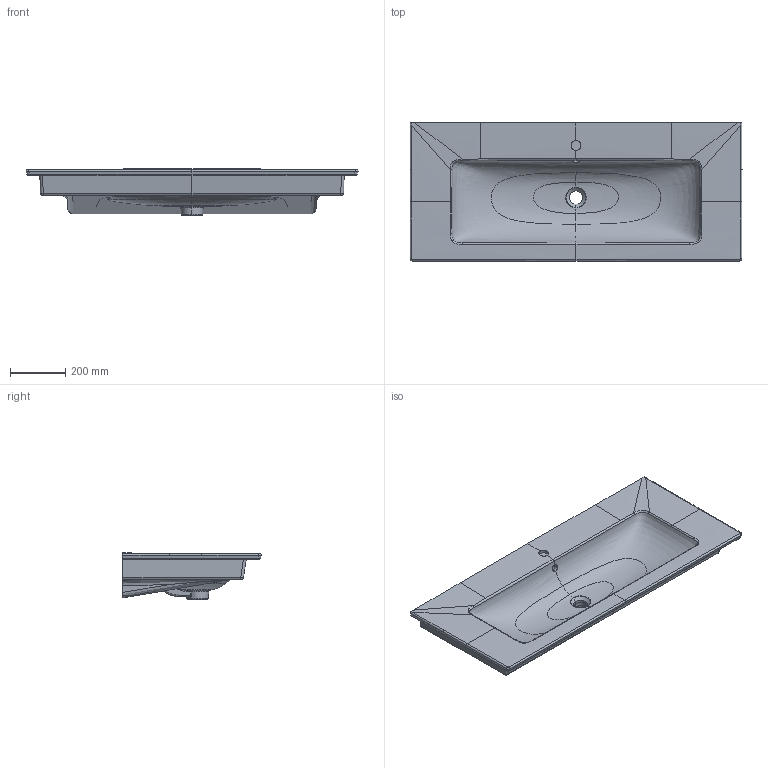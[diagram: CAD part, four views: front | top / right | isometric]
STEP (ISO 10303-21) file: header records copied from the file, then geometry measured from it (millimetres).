
FILE_DESCRIPTION(/* description */ (''),/* implementation_level */ '2;1');
FILE_NAME(/* name */ '4104CL_Venticello_SWT_120.stp',/* time_stamp */ '2018-11-19T09:56:46+01:00',/* author */ (''),/* organization */ (''),/* preprocessor_version */ 'ST-DEVELOPER v16',/* originating_system */ 'SIEMENS PLM Software NX 10.0',/* authorisation */ '');
FILE_SCHEMA (('AUTOMOTIVE_DESIGN { 1 0 10303 214 3 1 1 1 }'));
Length unit declared in the file: millimetre
Products named in the file (1): Sier0A7417F9fey0
Bounding box: 1200.15 x 500.03 x 167.74 mm (x, y, z)
Volume: 38711732.3 mm3; surface area: 1679268 mm2
Topology: 1 solids, 1 shells, 238 faces, 638 edges, 403 vertices
Faces by surface type: bspline 139, cylinder 45, plane 34, torus 10, cone 4, extrusion 4, sphere 2
Full cylindrical faces by diameter (mm): 35 x1
Entity records: 29050 total; most frequent: CARTESIAN_POINT 24394, ORIENTED_EDGE 1254, EDGE_CURVE 627, DIRECTION 554, VERTEX_POINT 402, B_SPLINE_CURVE_WITH_KNOTS 358, EDGE_LOOP 249, ADVANCED_FACE 238
